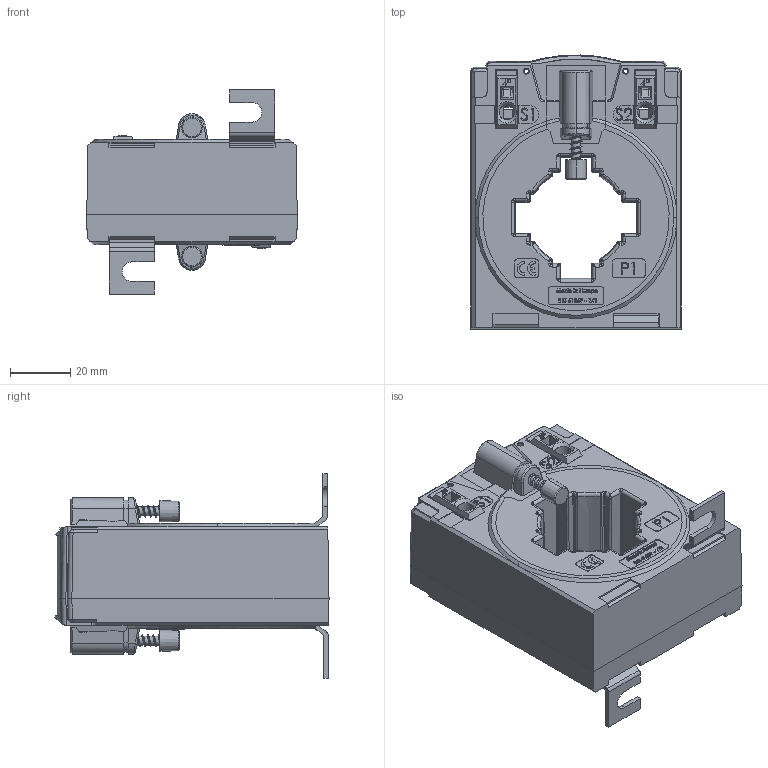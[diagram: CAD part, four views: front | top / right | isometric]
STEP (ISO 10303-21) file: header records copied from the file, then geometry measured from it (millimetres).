
FILE_DESCRIPTION (( 'STEP AP214' ), '1' );
FILE_NAME ('CTB41.35_kpl_extern_2020-07-07.STEP', '2020-07-07T06:53:14', ( '' ), ( '' ), 'SwSTEP 2.0', 'SolidWorks 2016', '' );
FILE_SCHEMA (( 'AUTOMOTIVE_DESIGN' ));
Length unit declared in the file: millimetre
Products named in the file (8): CTB41.35_kpl_extern_2020-07-07; Fusswinkel_1,5; Zugfederkontakt_mit_Gehäuse_Lötkontakte_04; CTB-Klemmenkoerper_50.2.8114_01; Isolierschutzkappe; Plastite_Schraube_25_mit-Gewinde; CTB41.35_GO; CTB41.35_GU
Assembly tree (11 placements, depth 3):
  CTB41.35_kpl_extern_2020-07-07
    CTB41.35_GU
    CTB41.35_GO
    Plastite_Schraube_25_mit-Gewinde  x2
    Isolierschutzkappe  x2
    Zugfederkontakt_mit_Gehäuse_Lötkontakte_04  x2
      CTB-Klemmenkoerper_50.2.8114_01
    Fusswinkel_1,5  x2
Bounding box: 70 x 91.13 x 68 mm (x, y, z)
Volume: 115414.6 mm3; surface area: 57966.4 mm2
Topology: 9 solids, 15 shells, 2726 faces, 7456 edges, 4858 vertices
Faces by surface type: plane 1457, bspline 576, cylinder 433, cone 189, torus 63, sphere 8
Entity records: 93949 total; most frequent: CARTESIAN_POINT 42012, ORIENTED_EDGE 12166, DIRECTION 8497, EDGE_CURVE 6085, VERTEX_POINT 3987, LINE 3681, VECTOR 3681, AXIS2_PLACEMENT_3D 2408
